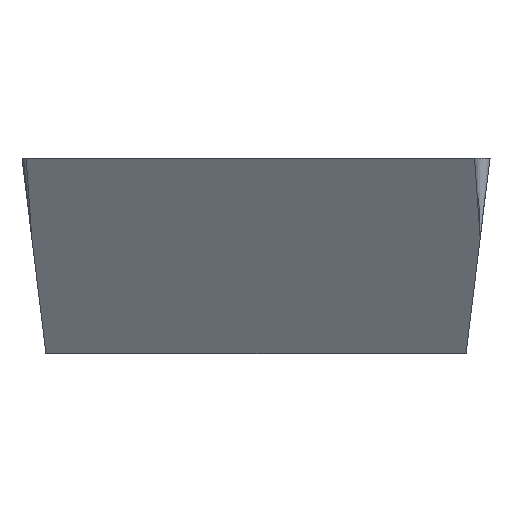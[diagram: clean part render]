
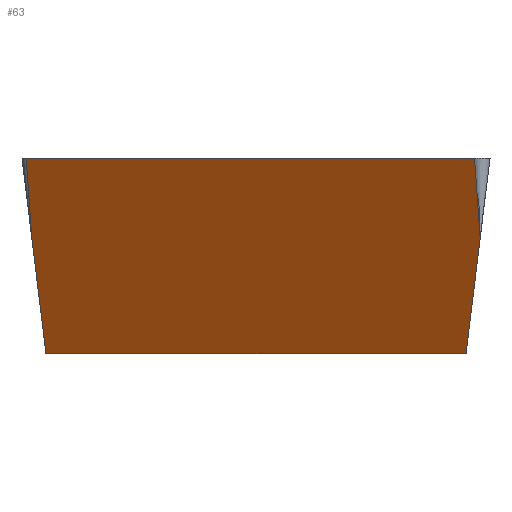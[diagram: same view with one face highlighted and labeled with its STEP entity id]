
A CAD part, left-side view. The second image highlights one B-rep face of the part: STEP entity #63.
In plain terms, the highlighted planar face has unit normal (-0.813, 0.569, -0.122).
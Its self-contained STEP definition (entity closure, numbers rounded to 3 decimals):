
#47=FACE_OUTER_BOUND('',#91,.T.);
#63=ADVANCED_FACE('',(#47),#78,.T.);
#78=PLANE('',#430);
#91=EDGE_LOOP('',(#131,#132,#133,#134,#135,#136));
#131=ORIENTED_EDGE('',*,*,#225,.T.);
#132=ORIENTED_EDGE('',*,*,#232,.T.);
#133=ORIENTED_EDGE('',*,*,#214,.T.);
#134=ORIENTED_EDGE('',*,*,#233,.T.);
#135=ORIENTED_EDGE('',*,*,#234,.T.);
#136=ORIENTED_EDGE('',*,*,#229,.T.);
#188=VERTEX_POINT('',#586);
#189=VERTEX_POINT('',#588);
#197=VERTEX_POINT('',#608);
#198=VERTEX_POINT('',#610);
#200=VERTEX_POINT('',#615);
#203=VERTEX_POINT('',#625);
#214=EDGE_CURVE('',#189,#188,#315,.T.);
#225=EDGE_CURVE('',#198,#197,#321,.T.);
#229=EDGE_CURVE('',#200,#198,#325,.T.);
#232=EDGE_CURVE('',#197,#189,#326,.T.);
#233=EDGE_CURVE('',#188,#203,#327,.T.);
#234=EDGE_CURVE('',#203,#200,#328,.T.);
#315=LINE('',#587,#343);
#321=LINE('',#609,#349);
#325=LINE('',#617,#353);
#326=LINE('',#623,#354);
#327=LINE('',#624,#355);
#328=LINE('',#626,#356);
#343=VECTOR('',#480,1.);
#349=VECTOR('',#500,1.);
#353=VECTOR('',#506,1.);
#354=VECTOR('',#513,1.);
#355=VECTOR('',#514,1.);
#356=VECTOR('',#515,1.);
#430=AXIS2_PLACEMENT_3D('',#627,#516,#517);
#480=DIRECTION('',(0.574,0.819,0.));
#500=DIRECTION('',(-0.228,-0.119,0.966));
#506=DIRECTION('',(-0.574,-0.819,0.));
#513=DIRECTION('',(-0.1,0.07,0.993));
#514=DIRECTION('',(0.1,-0.07,-0.993));
#515=DIRECTION('',(0.063,-0.122,-0.991));
#516=DIRECTION('',(-0.813,0.569,-0.122));
#517=DIRECTION('',(0.574,0.819,0.));
#586=CARTESIAN_POINT('',(-2.539,4.677,0.));
#587=CARTESIAN_POINT('',(-8.928,-4.448,0.));
#588=CARTESIAN_POINT('',(-8.928,-4.448,0.));
#608=CARTESIAN_POINT('',(-8.764,-4.563,-1.629));
#609=CARTESIAN_POINT('',(-8.212,-4.275,-3.97));
#610=CARTESIAN_POINT('',(-8.212,-4.275,-3.97));
#615=CARTESIAN_POINT('',(-2.225,4.275,-3.97));
#617=CARTESIAN_POINT('',(-2.225,4.275,-3.97));
#623=CARTESIAN_POINT('',(-8.764,-4.563,-1.629));
#624=CARTESIAN_POINT('',(-2.539,4.677,0.));
#625=CARTESIAN_POINT('',(-2.375,4.563,-1.629));
#626=CARTESIAN_POINT('',(-2.375,4.563,-1.629));
#627=CARTESIAN_POINT('',(-1.897,5.595,0.));
